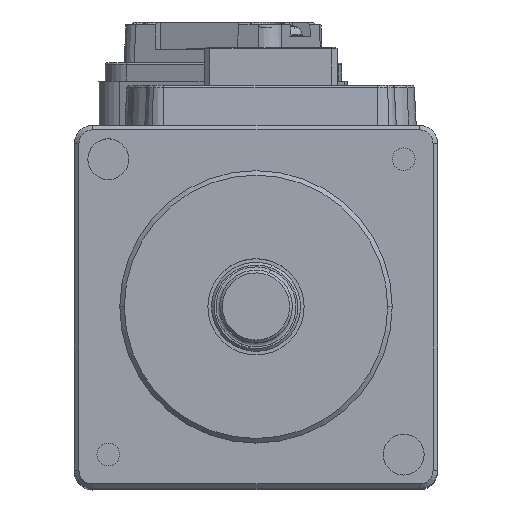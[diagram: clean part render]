
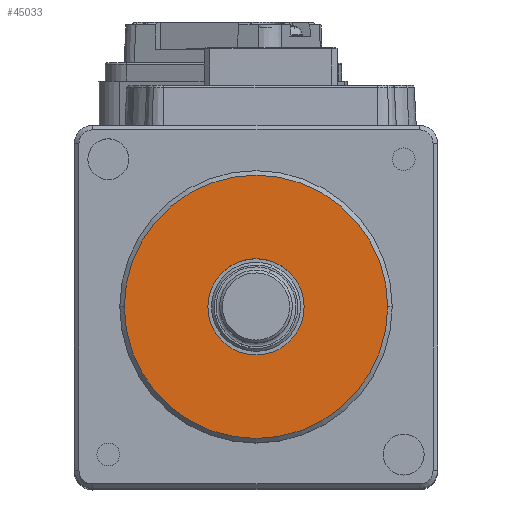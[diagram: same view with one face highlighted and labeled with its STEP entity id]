
A CAD part, top view. The second image highlights one B-rep face of the part: STEP entity #45033.
In plain terms, the highlighted planar face has unit normal (0, 0, 1).
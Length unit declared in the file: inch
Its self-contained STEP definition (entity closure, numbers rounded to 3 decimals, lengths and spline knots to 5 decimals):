
#352 = EDGE_LOOP ( 'NONE', ( #42633, #25534 ) ) ;
#3057 = FACE_OUTER_BOUND ( 'NONE', #13974, .T. ) ;
#5783 = CIRCLE ( 'NONE', #14403, 0.20866 ) ;
#6512 = CARTESIAN_POINT ( 'NONE',  ( 0., -1.73785, 1.41732 ) ) ;
#9868 = AXIS2_PLACEMENT_3D ( 'NONE', #21943, #29081, #14546 ) ;
#12979 = CIRCLE ( 'NONE', #9868, 0.57087 ) ;
#13974 = EDGE_LOOP ( 'NONE', ( #34185, #31588 ) ) ;
#14363 = DIRECTION ( 'NONE',  ( 1., 0., 0. ) ) ;
#14403 = AXIS2_PLACEMENT_3D ( 'NONE', #34891, #20134, #16447 ) ;
#14546 = DIRECTION ( 'NONE',  ( -1., 0., 0. ) ) ;
#16126 = AXIS2_PLACEMENT_3D ( 'NONE', #6512, #29857, #14363 ) ;
#16447 = DIRECTION ( 'NONE',  ( 1., 0., 0. ) ) ;
#16496 = EDGE_CURVE ( 'NONE', #27352, #21635, #12979, .T. ) ;
#17316 = CARTESIAN_POINT ( 'NONE',  ( 0., 0., 1.41732 ) ) ;
#19619 = EDGE_CURVE ( 'NONE', #21635, #27352, #47701, .T. ) ;
#19914 = CARTESIAN_POINT ( 'NONE',  ( 0.57087, 0., 1.41732 ) ) ;
#20134 = DIRECTION ( 'NONE',  ( 0., 0., -1. ) ) ;
#21315 = VERTEX_POINT ( 'NONE', #46770 ) ;
#21635 = VERTEX_POINT ( 'NONE', #19914 ) ;
#21943 = CARTESIAN_POINT ( 'NONE',  ( 0., 0., 1.41732 ) ) ;
#25534 = ORIENTED_EDGE ( 'NONE', *, *, #30638, .T. ) ;
#25750 = CARTESIAN_POINT ( 'NONE',  ( -0.57087, 0., 1.41732 ) ) ;
#27352 = VERTEX_POINT ( 'NONE', #25750 ) ;
#29081 = DIRECTION ( 'NONE',  ( 0., 0., -1. ) ) ;
#29168 = CARTESIAN_POINT ( 'NONE',  ( 0., 0., 1.41732 ) ) ;
#29250 = AXIS2_PLACEMENT_3D ( 'NONE', #17316, #43608, #44320 ) ;
#29857 = DIRECTION ( 'NONE',  ( 0., 0., 1. ) ) ;
#30054 = CIRCLE ( 'NONE', #29250, 0.20866 ) ;
#30638 = EDGE_CURVE ( 'NONE', #43885, #21315, #5783, .T. ) ;
#31588 = ORIENTED_EDGE ( 'NONE', *, *, #16496, .F. ) ;
#32823 = AXIS2_PLACEMENT_3D ( 'NONE', #29168, #44156, #36787 ) ;
#34185 = ORIENTED_EDGE ( 'NONE', *, *, #19619, .F. ) ;
#34891 = CARTESIAN_POINT ( 'NONE',  ( 0., 0., 1.41732 ) ) ;
#36491 = EDGE_CURVE ( 'NONE', #21315, #43885, #30054, .T. ) ;
#36521 = PLANE ( 'NONE',  #16126 ) ;
#36787 = DIRECTION ( 'NONE',  ( -1., 0., 0. ) ) ;
#42633 = ORIENTED_EDGE ( 'NONE', *, *, #36491, .T. ) ;
#42675 = CARTESIAN_POINT ( 'NONE',  ( 0.20866, 0., 1.41732 ) ) ;
#43608 = DIRECTION ( 'NONE',  ( 0., 0., -1. ) ) ;
#43885 = VERTEX_POINT ( 'NONE', #42675 ) ;
#44156 = DIRECTION ( 'NONE',  ( 0., 0., -1. ) ) ;
#44320 = DIRECTION ( 'NONE',  ( 1., 0., 0. ) ) ;
#45033 = ADVANCED_FACE ( 'NONE', ( #48514, #3057 ), #36521, .T. ) ;
#46770 = CARTESIAN_POINT ( 'NONE',  ( -0.20866, 0., 1.41732 ) ) ;
#47701 = CIRCLE ( 'NONE', #32823, 0.57087 ) ;
#48514 = FACE_BOUND ( 'NONE', #352, .T. ) ;
